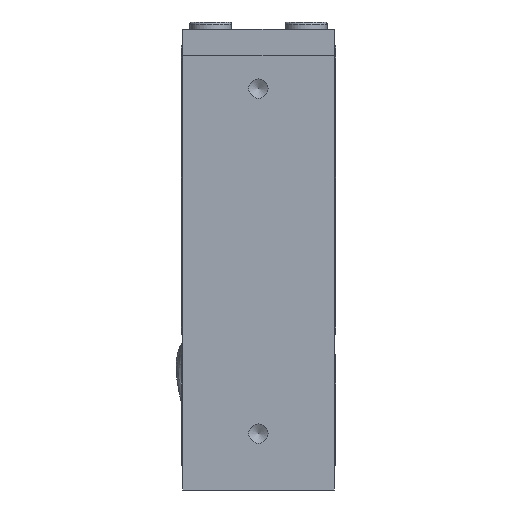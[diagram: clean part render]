
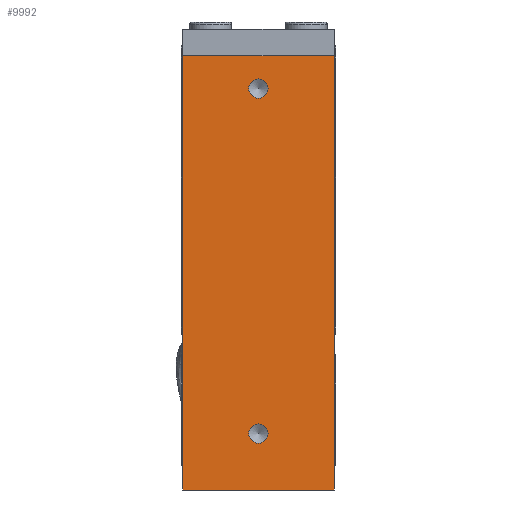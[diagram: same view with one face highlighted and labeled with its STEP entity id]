
A CAD part, front view. The second image highlights one B-rep face of the part: STEP entity #9992.
In plain terms, the highlighted planar face has unit normal (0, -1, 0).
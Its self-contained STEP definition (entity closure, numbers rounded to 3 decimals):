
#349=FACE_BOUND('',#1944,.T.);
#350=FACE_BOUND('',#1945,.T.);
#715=CIRCLE('',#10947,1.621);
#716=CIRCLE('',#10948,1.621);
#1307=FACE_OUTER_BOUND('',#1943,.T.);
#1943=EDGE_LOOP('',(#8335,#8336,#8337,#8338));
#1944=EDGE_LOOP('',(#8339));
#1945=EDGE_LOOP('',(#8340));
#2791=LINE('',#27002,#3698);
#2792=LINE('',#27005,#3699);
#2793=LINE('',#27007,#3700);
#2794=LINE('',#27008,#3701);
#3698=VECTOR('',#13288,10.);
#3699=VECTOR('',#13291,10.);
#3700=VECTOR('',#13292,10.);
#3701=VECTOR('',#13293,10.);
#4611=VERTEX_POINT('',#26985);
#4618=VERTEX_POINT('',#27000);
#4619=VERTEX_POINT('',#27004);
#4620=VERTEX_POINT('',#27006);
#4621=VERTEX_POINT('',#27009);
#4622=VERTEX_POINT('',#27011);
#5918=EDGE_CURVE('',#4618,#4611,#2791,.T.);
#5919=EDGE_CURVE('',#4619,#4611,#2792,.T.);
#5920=EDGE_CURVE('',#4620,#4618,#2793,.T.);
#5921=EDGE_CURVE('',#4620,#4619,#2794,.T.);
#5922=EDGE_CURVE('',#4621,#4621,#715,.T.);
#5923=EDGE_CURVE('',#4622,#4622,#716,.T.);
#8335=ORIENTED_EDGE('',*,*,#5919,.T.);
#8336=ORIENTED_EDGE('',*,*,#5918,.F.);
#8337=ORIENTED_EDGE('',*,*,#5920,.F.);
#8338=ORIENTED_EDGE('',*,*,#5921,.T.);
#8339=ORIENTED_EDGE('',*,*,#5922,.T.);
#8340=ORIENTED_EDGE('',*,*,#5923,.T.);
#9479=PLANE('',#10946);
#9992=ADVANCED_FACE('',(#1307,#349,#350),#9479,.T.);
#10946=AXIS2_PLACEMENT_3D('',#27003,#13289,#13290);
#10947=AXIS2_PLACEMENT_3D('',#27010,#13294,#13295);
#10948=AXIS2_PLACEMENT_3D('',#27012,#13296,#13297);
#13288=DIRECTION('',(0.,0.,1.));
#13289=DIRECTION('center_axis',(0.,-1.,0.));
#13290=DIRECTION('ref_axis',(0.,0.,-1.));
#13291=DIRECTION('',(-1.,0.,0.));
#13292=DIRECTION('',(-1.,0.,0.));
#13293=DIRECTION('',(0.,0.,1.));
#13294=DIRECTION('center_axis',(0.,1.,0.));
#13295=DIRECTION('ref_axis',(1.,0.,0.));
#13296=DIRECTION('center_axis',(0.,1.,0.));
#13297=DIRECTION('ref_axis',(1.,0.,0.));
#26985=CARTESIAN_POINT('',(85.89,147.481,47.252));
#27000=CARTESIAN_POINT('',(85.89,147.481,-25.748));
#27002=CARTESIAN_POINT('',(85.89,147.481,-25.748));
#27003=CARTESIAN_POINT('Origin',(111.39,147.481,-25.748));
#27004=CARTESIAN_POINT('',(111.39,147.481,47.252));
#27005=CARTESIAN_POINT('',(111.39,147.481,47.252));
#27006=CARTESIAN_POINT('',(111.39,147.481,-25.748));
#27007=CARTESIAN_POINT('',(111.39,147.481,-25.748));
#27008=CARTESIAN_POINT('',(111.39,147.481,-25.748));
#27009=CARTESIAN_POINT('',(97.019,147.481,41.752));
#27010=CARTESIAN_POINT('Origin',(98.64,147.481,41.752));
#27011=CARTESIAN_POINT('',(97.019,147.481,-16.248));
#27012=CARTESIAN_POINT('Origin',(98.64,147.481,-16.248));
